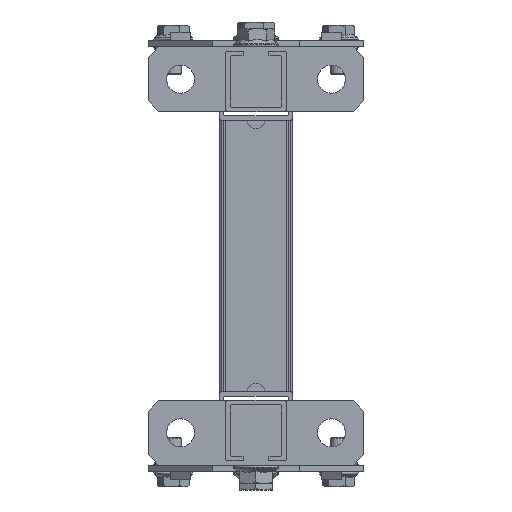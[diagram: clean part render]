
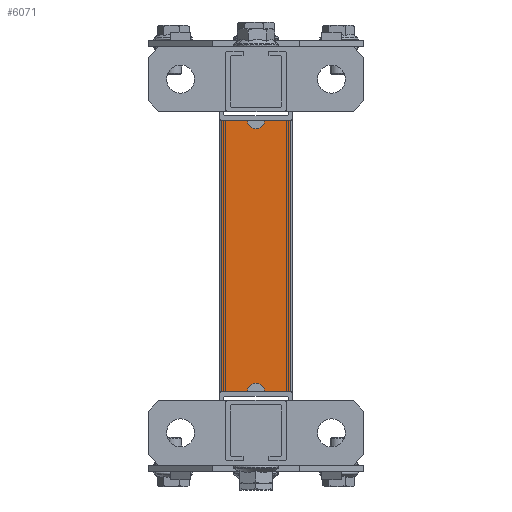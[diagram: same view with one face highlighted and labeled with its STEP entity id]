
A CAD part, front view. The second image highlights one B-rep face of the part: STEP entity #6071.
In plain terms, the highlighted face is planar.
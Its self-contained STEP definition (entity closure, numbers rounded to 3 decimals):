
#287 = VECTOR ( 'NONE', #9276, 1000. ) ;
#660 = CARTESIAN_POINT ( 'NONE',  ( 4., 0., 17. ) ) ;
#765 = ORIENTED_EDGE ( 'NONE', *, *, #2359, .F. ) ;
#825 = DIRECTION ( 'NONE',  ( 1., 0., 0. ) ) ;
#897 = VECTOR ( 'NONE', #6797, 1000. ) ;
#1042 = LINE ( 'NONE', #9012, #2863 ) ;
#1057 = VERTEX_POINT ( 'NONE', #6010 ) ;
#1183 = VERTEX_POINT ( 'NONE', #7835 ) ;
#1269 = EDGE_LOOP ( 'NONE', ( #6491, #8947, #10343, #7201, #4278, #4983, #765, #5836 ) ) ;
#1274 = VECTOR ( 'NONE', #1603, 1000. ) ;
#1603 = DIRECTION ( 'NONE',  ( 0., 1., 0. ) ) ;
#1668 = CARTESIAN_POINT ( 'NONE',  ( -17., 126., 17. ) ) ;
#2300 = LINE ( 'NONE', #6522, #1274 ) ;
#2303 = VERTEX_POINT ( 'NONE', #8275 ) ;
#2359 = EDGE_CURVE ( 'NONE', #1183, #1057, #10513, .T. ) ;
#2476 = DIRECTION ( 'NONE',  ( 1., 0., 0. ) ) ;
#2533 = VECTOR ( 'NONE', #2476, 1000. ) ;
#2863 = VECTOR ( 'NONE', #8200, 1000. ) ;
#2909 = CIRCLE ( 'NONE', #8942, 4. ) ;
#3504 = EDGE_CURVE ( 'NONE', #1057, #2303, #9046, .T. ) ;
#3601 = VERTEX_POINT ( 'NONE', #5117 ) ;
#3633 = AXIS2_PLACEMENT_3D ( 'NONE', #9863, #5818, #825 ) ;
#3798 = CARTESIAN_POINT ( 'NONE',  ( 0., 0., 17. ) ) ;
#4278 = ORIENTED_EDGE ( 'NONE', *, *, #6856, .F. ) ;
#4295 = CARTESIAN_POINT ( 'NONE',  ( -16., 126., 17. ) ) ;
#4467 = DIRECTION ( 'NONE',  ( 0., 0., -1. ) ) ;
#4685 = DIRECTION ( 'NONE',  ( 0., 0., 1. ) ) ;
#4983 = ORIENTED_EDGE ( 'NONE', *, *, #3504, .F. ) ;
#5117 = CARTESIAN_POINT ( 'NONE',  ( -4., 0., 17. ) ) ;
#5221 = CARTESIAN_POINT ( 'NONE',  ( 16., 0., 17. ) ) ;
#5312 = EDGE_CURVE ( 'NONE', #7061, #8664, #2300, .T. ) ;
#5333 = PLANE ( 'NONE',  #8194 ) ;
#5619 = VERTEX_POINT ( 'NONE', #10230 ) ;
#5818 = DIRECTION ( 'NONE',  ( 0., 0., 1. ) ) ;
#5836 = ORIENTED_EDGE ( 'NONE', *, *, #8780, .T. ) ;
#5996 = DIRECTION ( 'NONE',  ( 1., 0., 0. ) ) ;
#6010 = CARTESIAN_POINT ( 'NONE',  ( -4., 126., 17. ) ) ;
#6071 = ADVANCED_FACE ( 'NONE', ( #6975 ), #5333, .F. ) ;
#6302 = DIRECTION ( 'NONE',  ( 1., 0., 0. ) ) ;
#6401 = LINE ( 'NONE', #4295, #287 ) ;
#6482 = EDGE_CURVE ( 'NONE', #8919, #7061, #9685, .T. ) ;
#6491 = ORIENTED_EDGE ( 'NONE', *, *, #9857, .T. ) ;
#6519 = CARTESIAN_POINT ( 'NONE',  ( -17., 126., 17. ) ) ;
#6522 = CARTESIAN_POINT ( 'NONE',  ( 16., 126., 17. ) ) ;
#6797 = DIRECTION ( 'NONE',  ( 1., 0., 0. ) ) ;
#6856 = EDGE_CURVE ( 'NONE', #2303, #8664, #10719, .T. ) ;
#6975 = FACE_OUTER_BOUND ( 'NONE', #1269, .T. ) ;
#7061 = VERTEX_POINT ( 'NONE', #5221 ) ;
#7201 = ORIENTED_EDGE ( 'NONE', *, *, #5312, .T. ) ;
#7664 = EDGE_CURVE ( 'NONE', #8919, #3601, #2909, .T. ) ;
#7735 = DIRECTION ( 'NONE',  ( -1., 0., 0. ) ) ;
#7835 = CARTESIAN_POINT ( 'NONE',  ( -16., 126., 17. ) ) ;
#7868 = CARTESIAN_POINT ( 'NONE',  ( 16., 126., 17. ) ) ;
#8194 = AXIS2_PLACEMENT_3D ( 'NONE', #9453, #4467, #7735 ) ;
#8200 = DIRECTION ( 'NONE',  ( 1., 0., 0. ) ) ;
#8275 = CARTESIAN_POINT ( 'NONE',  ( 4., 126., 17. ) ) ;
#8664 = VERTEX_POINT ( 'NONE', #7868 ) ;
#8780 = EDGE_CURVE ( 'NONE', #1183, #5619, #6401, .T. ) ;
#8919 = VERTEX_POINT ( 'NONE', #660 ) ;
#8942 = AXIS2_PLACEMENT_3D ( 'NONE', #3798, #4685, #6302 ) ;
#8947 = ORIENTED_EDGE ( 'NONE', *, *, #7664, .F. ) ;
#9012 = CARTESIAN_POINT ( 'NONE',  ( -17., 0., 17. ) ) ;
#9046 = CIRCLE ( 'NONE', #3633, 4. ) ;
#9276 = DIRECTION ( 'NONE',  ( 0., -1., 0. ) ) ;
#9432 = VECTOR ( 'NONE', #5996, 1000. ) ;
#9453 = CARTESIAN_POINT ( 'NONE',  ( -17., 126., 17. ) ) ;
#9685 = LINE ( 'NONE', #10126, #9432 ) ;
#9857 = EDGE_CURVE ( 'NONE', #5619, #3601, #1042, .T. ) ;
#9863 = CARTESIAN_POINT ( 'NONE',  ( 0., 126., 17. ) ) ;
#10126 = CARTESIAN_POINT ( 'NONE',  ( -17., 0., 17. ) ) ;
#10230 = CARTESIAN_POINT ( 'NONE',  ( -16., 0., 17. ) ) ;
#10343 = ORIENTED_EDGE ( 'NONE', *, *, #6482, .T. ) ;
#10513 = LINE ( 'NONE', #1668, #897 ) ;
#10719 = LINE ( 'NONE', #6519, #2533 ) ;
